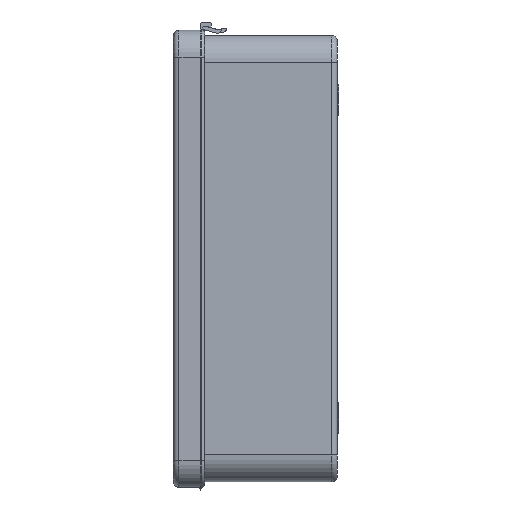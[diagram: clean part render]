
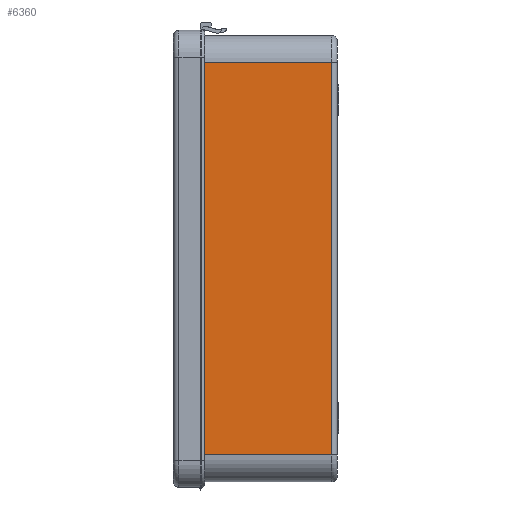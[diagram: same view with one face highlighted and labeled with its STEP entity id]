
A CAD part, left-side view. The second image highlights one B-rep face of the part: STEP entity #6360.
In plain terms, the highlighted planar face has unit normal (-1, 0, 0).
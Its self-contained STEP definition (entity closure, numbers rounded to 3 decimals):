
#1165 = CARTESIAN_POINT ( 'NONE',  ( -110., 49., -72.5 ) ) ;
#1564 = CARTESIAN_POINT ( 'NONE',  ( -110., 49., -82.5 ) ) ;
#3238 = PLANE ( 'NONE',  #3874 ) ;
#3656 = VECTOR ( 'NONE', #4145, 1000. ) ;
#3821 = DIRECTION ( 'NONE',  ( 0., 0., 1. ) ) ;
#3874 = AXIS2_PLACEMENT_3D ( 'NONE', #4681, #5474, #8480 ) ;
#3894 = VERTEX_POINT ( 'NONE', #9430 ) ;
#4145 = DIRECTION ( 'NONE',  ( 0., -1., 0. ) ) ;
#4424 = EDGE_LOOP ( 'NONE', ( #7208, #6725, #5570, #4651 ) ) ;
#4445 = VECTOR ( 'NONE', #3821, 1000. ) ;
#4651 = ORIENTED_EDGE ( 'NONE', *, *, #4675, .F. ) ;
#4675 = EDGE_CURVE ( 'NONE', #8725, #3894, #8298, .T. ) ;
#4681 = CARTESIAN_POINT ( 'NONE',  ( -110., 49., -82.5 ) ) ;
#4755 = DIRECTION ( 'NONE',  ( 0., 0., 1. ) ) ;
#5149 = LINE ( 'NONE', #7552, #8515 ) ;
#5474 = DIRECTION ( 'NONE',  ( 1., 0., 0. ) ) ;
#5570 = ORIENTED_EDGE ( 'NONE', *, *, #8331, .T. ) ;
#5689 = CARTESIAN_POINT ( 'NONE',  ( -110., 2., 72.5 ) ) ;
#6025 = DIRECTION ( 'NONE',  ( 0., 1., 0. ) ) ;
#6360 = ADVANCED_FACE ( 'NONE', ( #8536 ), #3238, .F. ) ;
#6391 = LINE ( 'NONE', #1165, #3656 ) ;
#6446 = VECTOR ( 'NONE', #4755, 1000. ) ;
#6569 = VERTEX_POINT ( 'NONE', #7438 ) ;
#6725 = ORIENTED_EDGE ( 'NONE', *, *, #8106, .T. ) ;
#7208 = ORIENTED_EDGE ( 'NONE', *, *, #8562, .T. ) ;
#7438 = CARTESIAN_POINT ( 'NONE',  ( -110., 2., -72.5 ) ) ;
#7552 = CARTESIAN_POINT ( 'NONE',  ( -110., 49., 72.5 ) ) ;
#7658 = LINE ( 'NONE', #7707, #6446 ) ;
#7707 = CARTESIAN_POINT ( 'NONE',  ( -110., 2., -82.5 ) ) ;
#8106 = EDGE_CURVE ( 'NONE', #6569, #8223, #7658, .T. ) ;
#8223 = VERTEX_POINT ( 'NONE', #5689 ) ;
#8298 = LINE ( 'NONE', #1564, #4445 ) ;
#8331 = EDGE_CURVE ( 'NONE', #8223, #3894, #5149, .T. ) ;
#8480 = DIRECTION ( 'NONE',  ( 0., 0., -1. ) ) ;
#8515 = VECTOR ( 'NONE', #6025, 1000. ) ;
#8536 = FACE_OUTER_BOUND ( 'NONE', #4424, .T. ) ;
#8562 = EDGE_CURVE ( 'NONE', #8725, #6569, #6391, .T. ) ;
#8725 = VERTEX_POINT ( 'NONE', #8975 ) ;
#8975 = CARTESIAN_POINT ( 'NONE',  ( -110., 49., -72.5 ) ) ;
#9430 = CARTESIAN_POINT ( 'NONE',  ( -110., 49., 72.5 ) ) ;
